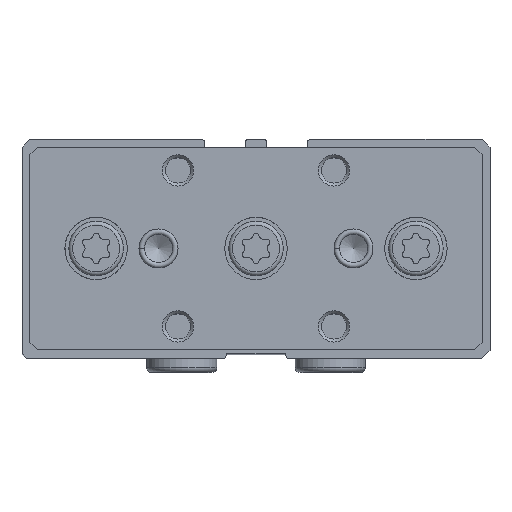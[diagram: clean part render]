
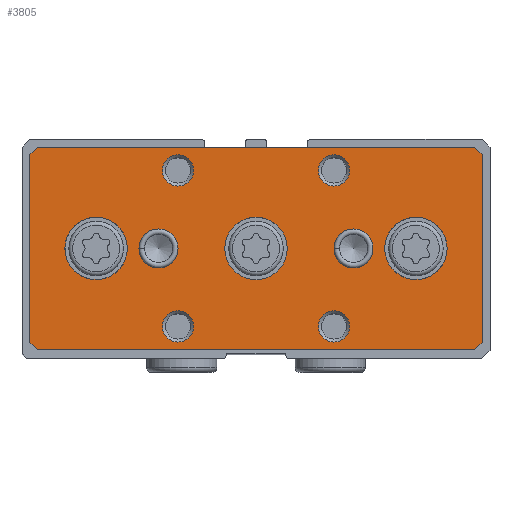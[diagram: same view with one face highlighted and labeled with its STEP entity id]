
A CAD part, top view. The second image highlights one B-rep face of the part: STEP entity #3805.
In plain terms, the highlighted face is planar.
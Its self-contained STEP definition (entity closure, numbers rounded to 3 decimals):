
#174=PLANE('',#4220);
#320=CIRCLE('',#4221,4.);
#321=CIRCLE('',#4222,4.);
#322=CIRCLE('',#4223,4.);
#323=CIRCLE('',#4224,2.5);
#324=CIRCLE('',#4225,2.5);
#325=CIRCLE('',#4226,2.);
#326=CIRCLE('',#4227,2.);
#327=CIRCLE('',#4228,2.);
#328=CIRCLE('',#4229,2.);
#592=LINE('',#6402,#810);
#593=LINE('',#6405,#811);
#594=LINE('',#6407,#812);
#595=LINE('',#6409,#813);
#596=LINE('',#6411,#814);
#597=LINE('',#6413,#815);
#598=LINE('',#6415,#816);
#599=LINE('',#6417,#817);
#810=VECTOR('',#5099,1000.);
#811=VECTOR('',#5100,1000.);
#812=VECTOR('',#5101,1000.);
#813=VECTOR('',#5102,1000.);
#814=VECTOR('',#5103,1000.);
#815=VECTOR('',#5104,1000.);
#816=VECTOR('',#5105,1000.);
#817=VECTOR('',#5106,1000.);
#1386=ORIENTED_EDGE('',*,*,#2149,.F.);
#1387=ORIENTED_EDGE('',*,*,#2150,.F.);
#1388=ORIENTED_EDGE('',*,*,#2151,.F.);
#1389=ORIENTED_EDGE('',*,*,#2152,.F.);
#1390=ORIENTED_EDGE('',*,*,#2153,.F.);
#1391=ORIENTED_EDGE('',*,*,#2154,.F.);
#1392=ORIENTED_EDGE('',*,*,#2155,.F.);
#1393=ORIENTED_EDGE('',*,*,#2156,.F.);
#1394=ORIENTED_EDGE('',*,*,#2157,.F.);
#1395=ORIENTED_EDGE('',*,*,#2158,.T.);
#1396=ORIENTED_EDGE('',*,*,#2159,.T.);
#1397=ORIENTED_EDGE('',*,*,#2160,.T.);
#1398=ORIENTED_EDGE('',*,*,#2161,.T.);
#1399=ORIENTED_EDGE('',*,*,#2162,.T.);
#1400=ORIENTED_EDGE('',*,*,#2163,.T.);
#1401=ORIENTED_EDGE('',*,*,#2164,.T.);
#1402=ORIENTED_EDGE('',*,*,#2165,.T.);
#2149=EDGE_CURVE('',#2595,#2595,#320,.T.);
#2150=EDGE_CURVE('',#2596,#2596,#321,.T.);
#2151=EDGE_CURVE('',#2597,#2597,#322,.T.);
#2152=EDGE_CURVE('',#2598,#2598,#323,.T.);
#2153=EDGE_CURVE('',#2599,#2599,#324,.T.);
#2154=EDGE_CURVE('',#2600,#2600,#325,.T.);
#2155=EDGE_CURVE('',#2601,#2601,#326,.T.);
#2156=EDGE_CURVE('',#2602,#2602,#327,.T.);
#2157=EDGE_CURVE('',#2603,#2603,#328,.T.);
#2158=EDGE_CURVE('',#2604,#2605,#592,.T.);
#2159=EDGE_CURVE('',#2605,#2606,#593,.T.);
#2160=EDGE_CURVE('',#2606,#2607,#594,.T.);
#2161=EDGE_CURVE('',#2607,#2608,#595,.T.);
#2162=EDGE_CURVE('',#2608,#2609,#596,.T.);
#2163=EDGE_CURVE('',#2609,#2610,#597,.T.);
#2164=EDGE_CURVE('',#2610,#2611,#598,.T.);
#2165=EDGE_CURVE('',#2611,#2604,#599,.T.);
#2595=VERTEX_POINT('',#6385);
#2596=VERTEX_POINT('',#6387);
#2597=VERTEX_POINT('',#6389);
#2598=VERTEX_POINT('',#6391);
#2599=VERTEX_POINT('',#6393);
#2600=VERTEX_POINT('',#6395);
#2601=VERTEX_POINT('',#6397);
#2602=VERTEX_POINT('',#6399);
#2603=VERTEX_POINT('',#6401);
#2604=VERTEX_POINT('',#6403);
#2605=VERTEX_POINT('',#6404);
#2606=VERTEX_POINT('',#6406);
#2607=VERTEX_POINT('',#6408);
#2608=VERTEX_POINT('',#6410);
#2609=VERTEX_POINT('',#6412);
#2610=VERTEX_POINT('',#6414);
#2611=VERTEX_POINT('',#6416);
#2994=EDGE_LOOP('',(#1386));
#2995=EDGE_LOOP('',(#1387));
#2996=EDGE_LOOP('',(#1388));
#2997=EDGE_LOOP('',(#1389));
#2998=EDGE_LOOP('',(#1390));
#2999=EDGE_LOOP('',(#1391));
#3000=EDGE_LOOP('',(#1392));
#3001=EDGE_LOOP('',(#1393));
#3002=EDGE_LOOP('',(#1394));
#3003=EDGE_LOOP('',(#1395,#1396,#1397,#1398,#1399,#1400,#1401,#1402));
#3377=FACE_BOUND('',#2994,.T.);
#3378=FACE_BOUND('',#2995,.T.);
#3379=FACE_BOUND('',#2996,.T.);
#3380=FACE_BOUND('',#2997,.T.);
#3381=FACE_BOUND('',#2998,.T.);
#3382=FACE_BOUND('',#2999,.T.);
#3383=FACE_BOUND('',#3000,.T.);
#3384=FACE_BOUND('',#3001,.T.);
#3385=FACE_BOUND('',#3002,.T.);
#3386=FACE_BOUND('',#3003,.T.);
#3805=ADVANCED_FACE('',(#3377,#3378,#3379,#3380,#3381,#3382,#3383,#3384,
#3385,#3386),#174,.T.);
#4220=AXIS2_PLACEMENT_3D('',#6383,#5079,#5080);
#4221=AXIS2_PLACEMENT_3D('',#6384,#5081,#5082);
#4222=AXIS2_PLACEMENT_3D('',#6386,#5083,#5084);
#4223=AXIS2_PLACEMENT_3D('',#6388,#5085,#5086);
#4224=AXIS2_PLACEMENT_3D('',#6390,#5087,#5088);
#4225=AXIS2_PLACEMENT_3D('',#6392,#5089,#5090);
#4226=AXIS2_PLACEMENT_3D('',#6394,#5091,#5092);
#4227=AXIS2_PLACEMENT_3D('',#6396,#5093,#5094);
#4228=AXIS2_PLACEMENT_3D('',#6398,#5095,#5096);
#4229=AXIS2_PLACEMENT_3D('',#6400,#5097,#5098);
#5079=DIRECTION('',(1.,0.,0.));
#5080=DIRECTION('',(0.,0.,-1.));
#5081=DIRECTION('',(1.,0.,0.));
#5082=DIRECTION('',(0.,0.,-1.));
#5083=DIRECTION('',(1.,0.,0.));
#5084=DIRECTION('',(0.,0.,-1.));
#5085=DIRECTION('',(1.,0.,0.));
#5086=DIRECTION('',(0.,0.,-1.));
#5087=DIRECTION('',(1.,0.,0.));
#5088=DIRECTION('',(0.,0.,-1.));
#5089=DIRECTION('',(1.,0.,0.));
#5090=DIRECTION('',(0.,0.,-1.));
#5091=DIRECTION('',(1.,0.,0.));
#5092=DIRECTION('',(0.,0.,-1.));
#5093=DIRECTION('',(1.,0.,0.));
#5094=DIRECTION('',(0.,0.,-1.));
#5095=DIRECTION('',(1.,0.,0.));
#5096=DIRECTION('',(0.,0.,-1.));
#5097=DIRECTION('',(1.,0.,0.));
#5098=DIRECTION('',(0.,0.,-1.));
#5099=DIRECTION('',(0.,-1.,0.));
#5100=DIRECTION('',(0.,-0.707,-0.707));
#5101=DIRECTION('',(0.,0.,-1.));
#5102=DIRECTION('',(0.,0.707,-0.707));
#5103=DIRECTION('',(0.,1.,0.));
#5104=DIRECTION('',(0.,0.707,0.707));
#5105=DIRECTION('',(0.,0.,1.));
#5106=DIRECTION('',(0.,-0.707,0.707));
#6383=CARTESIAN_POINT('',(13.,0.,0.));
#6384=CARTESIAN_POINT('',(13.,0.,20.5));
#6385=CARTESIAN_POINT('',(13.,0.,16.5));
#6386=CARTESIAN_POINT('',(13.,0.,-20.5));
#6387=CARTESIAN_POINT('',(13.,0.,-24.5));
#6388=CARTESIAN_POINT('',(13.,0.,0.));
#6389=CARTESIAN_POINT('',(13.,0.,-4.));
#6390=CARTESIAN_POINT('',(13.,0.,12.5));
#6391=CARTESIAN_POINT('',(13.,0.,10.));
#6392=CARTESIAN_POINT('',(13.,0.,-12.5));
#6393=CARTESIAN_POINT('',(13.,0.,-15.));
#6394=CARTESIAN_POINT('',(13.,-10.,10.));
#6395=CARTESIAN_POINT('',(13.,-10.,8.));
#6396=CARTESIAN_POINT('',(13.,-10.,-10.));
#6397=CARTESIAN_POINT('',(13.,-10.,-12.));
#6398=CARTESIAN_POINT('',(13.,10.,10.));
#6399=CARTESIAN_POINT('',(13.,10.,8.));
#6400=CARTESIAN_POINT('',(13.,10.,-10.));
#6401=CARTESIAN_POINT('',(13.,10.,-12.));
#6402=CARTESIAN_POINT('',(13.,12.,29.));
#6403=CARTESIAN_POINT('',(13.,12.,29.));
#6404=CARTESIAN_POINT('',(13.,-12.,29.));
#6405=CARTESIAN_POINT('',(13.,-12.,29.));
#6406=CARTESIAN_POINT('',(13.,-13.,28.));
#6407=CARTESIAN_POINT('',(13.,-13.,28.));
#6408=CARTESIAN_POINT('',(13.,-13.,-28.));
#6409=CARTESIAN_POINT('',(13.,-13.,-28.));
#6410=CARTESIAN_POINT('',(13.,-12.,-29.));
#6411=CARTESIAN_POINT('',(13.,-12.,-29.));
#6412=CARTESIAN_POINT('',(13.,12.,-29.));
#6413=CARTESIAN_POINT('',(13.,12.,-29.));
#6414=CARTESIAN_POINT('',(13.,13.,-28.));
#6415=CARTESIAN_POINT('',(13.,13.,-28.));
#6416=CARTESIAN_POINT('',(13.,13.,28.));
#6417=CARTESIAN_POINT('',(13.,13.,28.));
